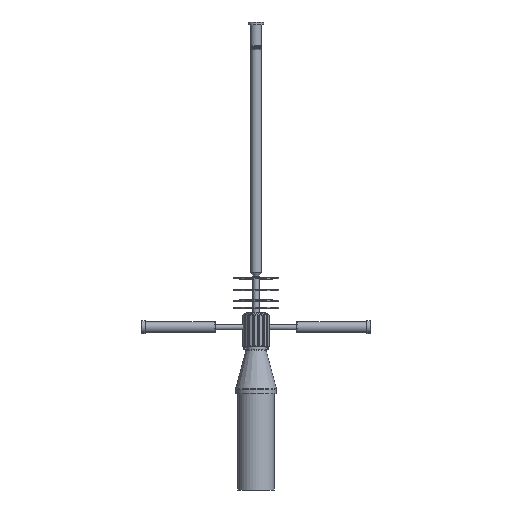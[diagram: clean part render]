
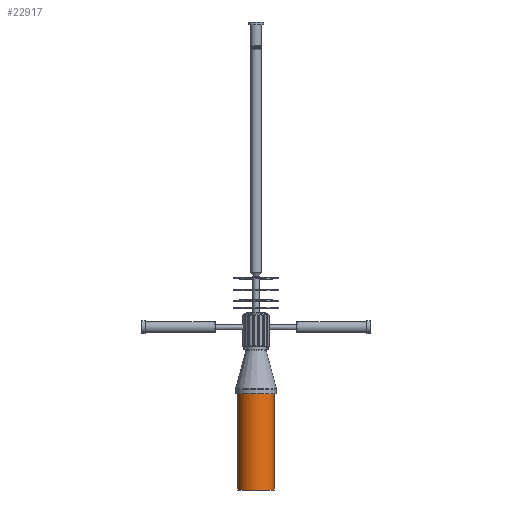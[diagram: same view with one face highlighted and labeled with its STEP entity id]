
A CAD part, left-side view. The second image highlights one B-rep face of the part: STEP entity #22917.
In plain terms, the highlighted cylindrical face has radius 71 mm (diameter 142 mm), a partial arc.
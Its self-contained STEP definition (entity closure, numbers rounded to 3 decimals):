
#22860=CARTESIAN_POINT('',(0.0,-250.0,-71.0));
#22861=VERTEX_POINT('',#22860);
#22868=CARTESIAN_POINT('',(0.0,-250.0,71.0));
#22869=VERTEX_POINT('',#22868);
#22870=CARTESIAN_POINT('',(0.0,-250.0,0.0));
#22871=DIRECTION('',(0.0,-1.0,0.0));
#22872=DIRECTION('',(1.0,0.0,0.0));
#22873=AXIS2_PLACEMENT_3D('',#22870,#22871,#22872);
#22874=CIRCLE('',#22873,71.0);
#22875=EDGE_CURVE('',#22861,#22869,#22874,.F.);
#22886=CARTESIAN_POINT('',(0.0,-220.,0.0));
#22887=DIRECTION('',(0.0,1.0,0.0));
#22888=DIRECTION('',(0.0,0.0,-1.0));
#22889=AXIS2_PLACEMENT_3D('',#22886,#22887,#22888);
#22890=CYLINDRICAL_SURFACE('',#22889,71.0);
#22891=ORIENTED_EDGE('',*,*,#22875,.F.);
#22892=CARTESIAN_POINT('',(0.0,-640.0,-71.0));
#22893=VERTEX_POINT('',#22892);
#22894=CARTESIAN_POINT('',(0.0,-640.0,-71.0));
#22895=DIRECTION('',(0.0,1.0,0.0));
#22896=VECTOR('',#22895,390.0);
#22897=LINE('',#22894,#22896);
#22898=EDGE_CURVE('',#22861,#22893,#22897,.F.);
#22899=ORIENTED_EDGE('',*,*,#22898,.T.);
#22900=CARTESIAN_POINT('',(0.0,-640.0,71.0));
#22901=VERTEX_POINT('',#22900);
#22902=CARTESIAN_POINT('',(0.0,-640.0,0.0));
#22903=DIRECTION('',(0.0,1.0,0.0));
#22904=DIRECTION('',(1.0,0.0,0.0));
#22905=AXIS2_PLACEMENT_3D('',#22902,#22903,#22904);
#22906=CIRCLE('',#22905,71.0);
#22907=EDGE_CURVE('',#22893,#22901,#22906,.T.);
#22908=ORIENTED_EDGE('',*,*,#22907,.T.);
#22909=CARTESIAN_POINT('',(0.0,-640.0,71.0));
#22910=DIRECTION('',(0.0,1.0,0.0));
#22911=VECTOR('',#22910,390.0);
#22912=LINE('',#22909,#22911);
#22913=EDGE_CURVE('',#22869,#22901,#22912,.F.);
#22914=ORIENTED_EDGE('',*,*,#22913,.F.);
#22915=EDGE_LOOP('',(#22891,#22899,#22908,#22914));
#22916=FACE_OUTER_BOUND('',#22915,.T.);
#22917=ADVANCED_FACE('',(#22916),#22890,.T.);
